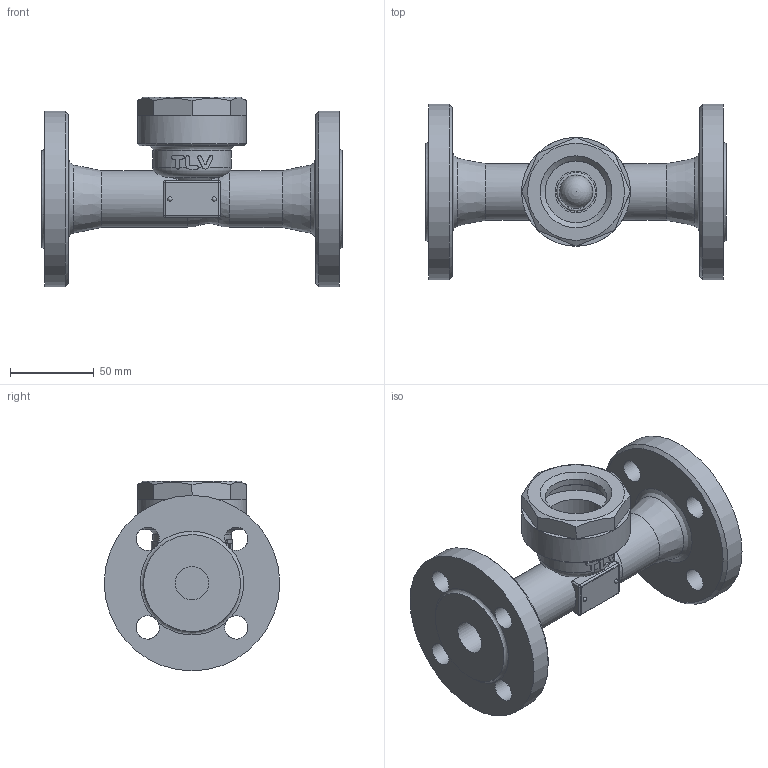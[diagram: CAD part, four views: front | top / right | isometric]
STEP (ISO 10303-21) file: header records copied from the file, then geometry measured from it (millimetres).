
FILE_DESCRIPTION((''),'2;1');
FILE_NAME('t10n0-020-e0016-00.stp','2010-06-16T16:16:07',('nakaot'),(''),'Autodesk Inventor 2008','Autodesk Inventor 2008','');
FILE_SCHEMA(('AUTOMOTIVE_DESIGN { 1 0 10303 214 1 1 1 1 }'));
Length unit declared in the file: millimetre
Products named in the file (1): t10n0-020-e0016-00
Bounding box: 180 x 105 x 113.5 mm (x, y, z)
Volume: 428427.3 mm3; surface area: 85768.5 mm2
Topology: 2 solids, 2 shells, 144 faces, 379 edges, 232 vertices
Faces by surface type: plane 46, bspline 41, cylinder 36, cone 11, sphere 9, torus 1
Full cylindrical faces by diameter (mm): 14 x4, 20 x1, 23 x1, 25 x1, 34 x2, 37 x2, 47 x1, 51 x1, 56 x1, 65 x1, 105 x1
Entity records: 10683 total; most frequent: CARTESIAN_POINT 7661, ORIENTED_EDGE 622, DIRECTION 542, EDGE_CURVE 311, AXIS2_PLACEMENT_3D 224, VERTEX_POINT 215, EDGE_LOOP 205, FACE_OUTER_BOUND 144
